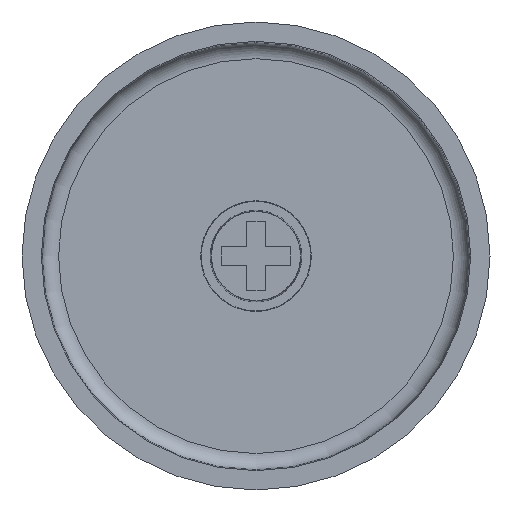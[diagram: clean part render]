
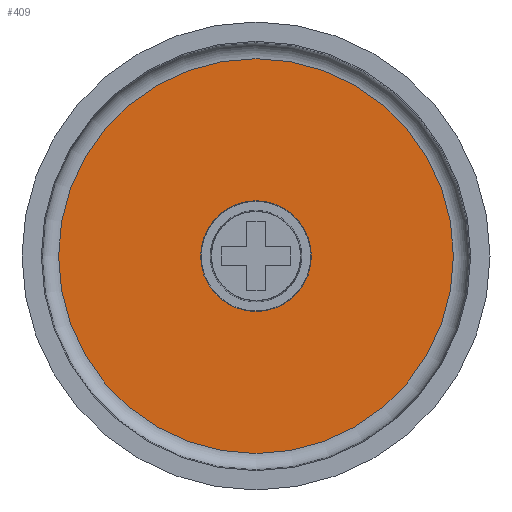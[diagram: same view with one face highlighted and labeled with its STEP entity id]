
A CAD part, top view. The second image highlights one B-rep face of the part: STEP entity #409.
In plain terms, the highlighted planar face has unit normal (0, 0, 1).
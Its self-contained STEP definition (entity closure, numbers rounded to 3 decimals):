
#21=FACE_BOUND('',#88,.T.);
#37=PLANE('',#457);
#59=FACE_OUTER_BOUND('',#87,.T.);
#87=EDGE_LOOP('',(#359));
#88=EDGE_LOOP('',(#360));
#181=CIRCLE('',#438,12.083);
#184=CIRCLE('',#456,3.388);
#194=VERTEX_POINT('',#602);
#220=VERTEX_POINT('',#683);
#230=EDGE_CURVE('',#194,#194,#181,.T.);
#271=EDGE_CURVE('',#220,#220,#184,.T.);
#359=ORIENTED_EDGE('',*,*,#230,.T.);
#360=ORIENTED_EDGE('',*,*,#271,.T.);
#409=ADVANCED_FACE('',(#59,#21),#37,.T.);
#438=AXIS2_PLACEMENT_3D('',#603,#488,#489);
#456=AXIS2_PLACEMENT_3D('',#685,#562,#563);
#457=AXIS2_PLACEMENT_3D('',#686,#564,#565);
#488=DIRECTION('center_axis',(0.,0.,1.));
#489=DIRECTION('ref_axis',(1.,0.,0.));
#562=DIRECTION('center_axis',(0.,0.,-1.));
#563=DIRECTION('ref_axis',(1.,0.,0.));
#564=DIRECTION('center_axis',(0.,0.,1.));
#565=DIRECTION('ref_axis',(1.,0.,0.));
#602=CARTESIAN_POINT('',(76.317,-2.,1.863));
#603=CARTESIAN_POINT('Origin',(88.4,-2.,1.863));
#683=CARTESIAN_POINT('',(85.012,-2.,1.863));
#685=CARTESIAN_POINT('Origin',(88.4,-2.,1.863));
#686=CARTESIAN_POINT('Origin',(88.4,-2.,1.863));
